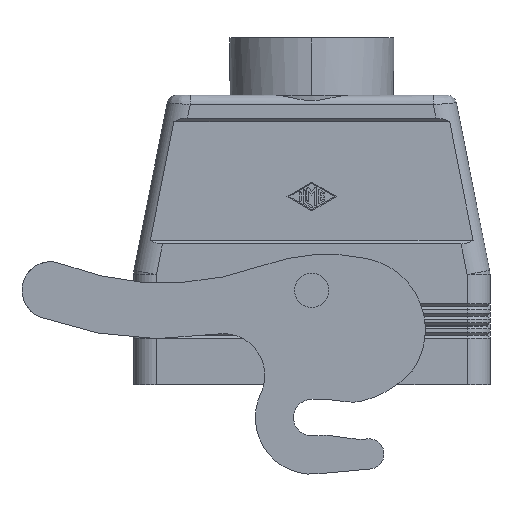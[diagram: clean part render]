
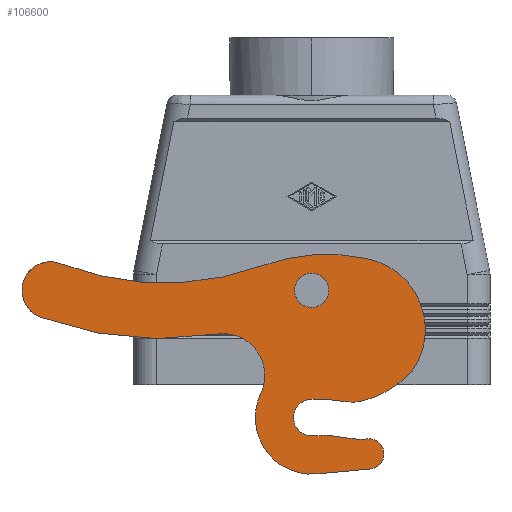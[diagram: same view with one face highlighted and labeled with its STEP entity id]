
A CAD part, front view. The second image highlights one B-rep face of the part: STEP entity #106600.
In plain terms, the highlighted planar face has unit normal (0, -1, 0).
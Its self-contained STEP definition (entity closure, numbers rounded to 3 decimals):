
#93900=CARTESIAN_POINT('',(10.8,-25.75,14.5));
#93910=DIRECTION('',(0.,-1.,0.));
#93920=DIRECTION('',(1.,0.,0.));
#93930=AXIS2_PLACEMENT_3D('',#93900,#93910,#93920);
#93940=CIRCLE('',#93930,19.);
#93950=CARTESIAN_POINT('',(26.395,-25.75,3.646));
#93960=VERTEX_POINT('',#93950);
#93970=CARTESIAN_POINT('',(14.289,-25.75,33.177));
#93980=VERTEX_POINT('',#93970);
#93990=EDGE_CURVE('',#93960,#93980,#93940,.T.);
#94320=CARTESIAN_POINT('',(4.,-25.75,-15.8));
#94330=DIRECTION('',(0.,-1.,0.));
#94340=DIRECTION('',(1.,0.,0.));
#94350=AXIS2_PLACEMENT_3D('',#94320,#94330,#94340);
#94360=CIRCLE('',#94350,50.046);
#94370=CARTESIAN_POINT('',(-13.089,-25.75,31.238));
#94380=VERTEX_POINT('',#94370);
#94390=EDGE_CURVE('',#93980,#94380,#94360,.T.);
#105060=CARTESIAN_POINT('',(96.984,-25.75,-58.637));
#105070=DIRECTION('',(0.,-1.,0.));
#105080=DIRECTION('',(1.,0.,0.));
#105090=AXIS2_PLACEMENT_3D('',#105060,#105070,#105080);
#105100=PLANE('',#105090);
#105110=CARTESIAN_POINT('',(0.,-25.75,24.8));
#105120=DIRECTION('',(0.,-1.,0.));
#105130=DIRECTION('',(1.,0.,0.));
#105140=AXIS2_PLACEMENT_3D('',#105110,#105120,#105130);
#105150=CIRCLE('',#105140,4.5);
#105160=CARTESIAN_POINT('',(4.5,-25.75,24.8));
#105170=VERTEX_POINT('',#105160);
#105180=CARTESIAN_POINT('',(-4.5,-25.75,24.8));
#105190=VERTEX_POINT('',#105180);
#105200=EDGE_CURVE('',#105170,#105190,#105150,.T.);
#105210=ORIENTED_EDGE('',*,*,#105200,.F.);
#105220=EDGE_CURVE('',#105190,#105170,#105150,.T.);
#105230=ORIENTED_EDGE('',*,*,#105220,.F.);
#105240=EDGE_LOOP('',(#105230,#105210));
#105250=FACE_BOUND('',#105240,.T.);
#105260=CARTESIAN_POINT('',(-38.7,-25.75,101.73));
#105270=DIRECTION('',(0.,-1.,0.));
#105280=DIRECTION('',(1.,0.,0.));
#105290=AXIS2_PLACEMENT_3D('',#105260,#105270,#105280);
#105300=CIRCLE('',#105290,75.);
#105310=CARTESIAN_POINT('',(-65.791,-25.75,31.794));
#105320=VERTEX_POINT('',#105310);
#105330=EDGE_CURVE('',#105320,#94380,#105300,.T.);
#105340=ORIENTED_EDGE('',*,*,#105330,.F.);
#105350=ORIENTED_EDGE('',*,*,#94390,.T.);
#105360=ORIENTED_EDGE('',*,*,#93990,.T.);
#105370=CARTESIAN_POINT('',(6.5,-25.75,21.9));
#105380=DIRECTION('',(0.,-1.,0.));
#105390=DIRECTION('',(1.,0.,0.));
#105400=AXIS2_PLACEMENT_3D('',#105370,#105380,#105390);
#105410=CIRCLE('',#105400,27.);
#105420=CARTESIAN_POINT('',(12.508,-25.75,-4.423));
#105430=VERTEX_POINT('',#105420);
#105440=EDGE_CURVE('',#105430,#93960,#105410,.T.);
#105450=ORIENTED_EDGE('',*,*,#105440,.T.);
#105460=CARTESIAN_POINT('',(10.8,-25.75,14.5));
#105470=DIRECTION('',(0.,-1.,0.));
#105480=DIRECTION('',(1.,0.,0.));
#105490=AXIS2_PLACEMENT_3D('',#105460,#105470,#105480);
#105500=CIRCLE('',#105490,19.);
#105510=CARTESIAN_POINT('',(7.814,-25.75,-4.264));
#105520=VERTEX_POINT('',#105510);
#105530=EDGE_CURVE('',#105520,#105430,#105500,.T.);
#105540=ORIENTED_EDGE('',*,*,#105530,.T.);
#105550=CARTESIAN_POINT('',(1.528,-25.75,-43.767));
#105560=DIRECTION('',(0.,-1.,0.));
#105570=DIRECTION('',(1.,0.,0.));
#105580=AXIS2_PLACEMENT_3D('',#105550,#105560,#105570);
#105590=CIRCLE('',#105580,40.);
#105600=CARTESIAN_POINT('',(-0.208,-25.75,-3.805)
);
#105610=VERTEX_POINT('',#105600);
#105620=EDGE_CURVE('',#105520,#105610,#105590,.T.);
#105630=ORIENTED_EDGE('',*,*,#105620,.F.);
#105640=CARTESIAN_POINT('',(0.,-25.75,
-8.6));
#105650=DIRECTION('',(0.,-1.,0.));
#105660=DIRECTION('',(1.,0.,0.));
#105670=AXIS2_PLACEMENT_3D('',#105640,#105650,#105660);
#105680=CIRCLE('',#105670,4.8);
#105690=CARTESIAN_POINT('',(0.418,-25.75,-13.382))
;
#105700=VERTEX_POINT('',#105690);
#105710=EDGE_CURVE('',#105610,#105700,#105680,.T.);
#105720=ORIENTED_EDGE('',*,*,#105710,.F.);
#105730=CARTESIAN_POINT('',(0.418,-25.75,-13.382))
;
#105740=DIRECTION('',(0.996,0.,0.087));
#105750=VECTOR('',#105740,1.);
#105760=LINE('',#105730,#105750);
#105770=CARTESIAN_POINT('',(2.504,-25.75,-13.199));
#105780=VERTEX_POINT('',#105770);
#105790=EDGE_CURVE('',#105700,#105780,#105760,.T.);
#105800=ORIENTED_EDGE('',*,*,#105790,.F.);
#105810=CARTESIAN_POINT('',(3.375,-25.75,-23.161));
#105820=DIRECTION('',(0.,-1.,0.));
#105830=DIRECTION('',(1.,0.,0.));
#105840=AXIS2_PLACEMENT_3D('',#105810,#105820,#105830);
#105850=CIRCLE('',#105840,10.);
#105860=CARTESIAN_POINT('',(4.767,-25.75,-13.259));
#105870=VERTEX_POINT('',#105860);
#105880=EDGE_CURVE('',#105870,#105780,#105850,.T.);
#105890=ORIENTED_EDGE('',*,*,#105880,.T.);
#105900=CARTESIAN_POINT('',(4.767,-25.75,-13.259));
#105910=DIRECTION('',(0.99,0.,-0.139));
#105920=VECTOR('',#105910,1.);
#105930=LINE('',#105900,#105920);
#105940=CARTESIAN_POINT('',(10.277,-25.75,-14.033));
#105950=VERTEX_POINT('',#105940);
#105960=EDGE_CURVE('',#105870,#105950,#105930,.T.);
#105970=ORIENTED_EDGE('',*,*,#105960,.F.);
#105980=CARTESIAN_POINT('',(13.061,-25.75,5.772));
#105990=DIRECTION('',(0.,-1.,0.));
#106000=DIRECTION('',(1.,0.,0.));
#106010=AXIS2_PLACEMENT_3D('',#105980,#105990,#106000);
#106020=CIRCLE('',#106010,20.);
#106030=CARTESIAN_POINT('',(14.68,-25.75,-14.162));
#106040=VERTEX_POINT('',#106030);
#106050=EDGE_CURVE('',#105950,#106040,#106020,.T.);
#106060=ORIENTED_EDGE('',*,*,#106050,.F.);
#106070=CARTESIAN_POINT('',(15.,-25.75,-18.1));
#106080=DIRECTION('',(0.,-1.,0.));
#106090=DIRECTION('',(1.,0.,0.));
#106100=AXIS2_PLACEMENT_3D('',#106070,#106080,#106090);
#106110=CIRCLE('',#106100,3.951);
#106120=CARTESIAN_POINT('',(15.366,-25.75,-22.034));
#106130=VERTEX_POINT('',#106120);
#106140=EDGE_CURVE('',#106130,#106040,#106110,.T.);
#106150=ORIENTED_EDGE('',*,*,#106140,.T.);
#106160=CARTESIAN_POINT('',(1.371,-25.75,-23.336));
#106170=DIRECTION('',(0.996,0.,0.093));
#106180=VECTOR('',#106170,1.);
#106190=LINE('',#106160,#106180);
#106200=CARTESIAN_POINT('',(1.371,-25.75,-23.336));
#106210=VERTEX_POINT('',#106200);
#106220=EDGE_CURVE('',#106210,#106130,#106190,.T.);
#106230=ORIENTED_EDGE('',*,*,#106220,.T.);
#106240=CARTESIAN_POINT('',(0.,-25.75,
-8.6));
#106250=DIRECTION('',(0.,-1.,0.));
#106260=DIRECTION('',(1.,0.,0.));
#106270=AXIS2_PLACEMENT_3D('',#106240,#106250,#106260);
#106280=CIRCLE('',#106270,14.8);
#106290=CARTESIAN_POINT('',(-13.366,-25.75,-2.245))
;
#106300=VERTEX_POINT('',#106290);
#106310=EDGE_CURVE('',#106300,#106210,#106280,.T.);
#106320=ORIENTED_EDGE('',*,*,#106310,.T.);
#106330=CARTESIAN_POINT('',(-23.301,-25.75,2.478));
#106340=DIRECTION('',(0.,-1.,0.));
#106350=DIRECTION('',(1.,0.,0.));
#106360=AXIS2_PLACEMENT_3D('',#106330,#106340,#106350);
#106370=CIRCLE('',#106360,11.);
#106380=CARTESIAN_POINT('',(-25.092,-25.75,13.331));
#106390=VERTEX_POINT('',#106380);
#106400=EDGE_CURVE('',#106300,#106390,#106370,.T.);
#106410=ORIENTED_EDGE('',*,*,#106400,.F.);
#106420=CARTESIAN_POINT('',(-39.752,-25.75,102.129));
#106430=DIRECTION('',(0.,-1.,0.));
#106440=DIRECTION('',(1.,0.,0.));
#106450=AXIS2_PLACEMENT_3D('',#106420,#106430,#106440);
#106460=CIRCLE('',#106450,90.);
#106470=CARTESIAN_POINT('',(-71.113,-25.75,17.77));
#106480=VERTEX_POINT('',#106470);
#106490=EDGE_CURVE('',#106480,#106390,#106460,.T.);
#106500=ORIENTED_EDGE('',*,*,#106490,.T.);
#106510=CARTESIAN_POINT('',(-68.5,-25.75,24.8));
#106520=DIRECTION('',(0.,-1.,0.));
#106530=DIRECTION('',(1.,0.,0.));
#106540=AXIS2_PLACEMENT_3D('',#106510,#106520,#106530);
#106550=CIRCLE('',#106540,7.5);
#106560=EDGE_CURVE('',#105320,#106480,#106550,.T.);
#106570=ORIENTED_EDGE('',*,*,#106560,.T.);
#106580=EDGE_LOOP('',(#106570,#106500,#106410,#106320,#106230,#106150,
#106060,#105970,#105890,#105800,#105720,#105630,#105540,#105450,#105360,
#105350,#105340));
#106590=FACE_OUTER_BOUND('',#106580,.T.);
#106600=ADVANCED_FACE('',(#105250,#106590),#105100,.T.);
